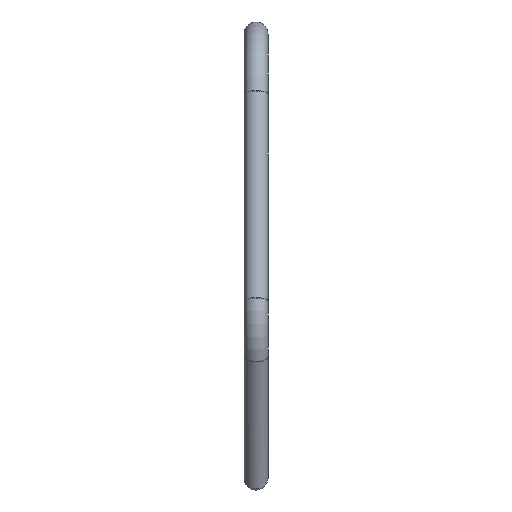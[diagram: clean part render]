
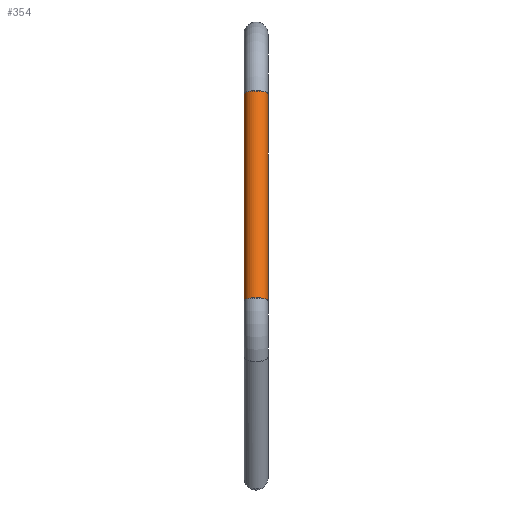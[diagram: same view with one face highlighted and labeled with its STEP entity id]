
A CAD part, front view. The second image highlights one B-rep face of the part: STEP entity #354.
In plain terms, the highlighted cylindrical face has radius 15 mm (diameter 30 mm), a partial arc.
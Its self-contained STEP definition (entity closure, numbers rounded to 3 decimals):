
#194=CARTESIAN_POINT('Vertex',(-775.,-194.558,480.342)) ;
#201=CARTESIAN_POINT('Vertex',(-745.,-194.558,480.342)) ;
#216=CARTESIAN_POINT('Axis2P3D Location',(-760.,-228.441,351.001)) ;
#221=CARTESIAN_POINT('Line Origine',(-775.,-228.441,351.001)) ;
#225=CARTESIAN_POINT('Vertex',(-775.,-262.325,221.66)) ;
#228=CARTESIAN_POINT('Line Origine',(-745.,-228.441,351.001)) ;
#232=CARTESIAN_POINT('Vertex',(-745.,-262.325,221.66)) ;
#331=CARTESIAN_POINT('Axis2P3D Location',(-760.,-194.558,480.342)) ;
#343=CARTESIAN_POINT('Axis2P3D Location',(-760.,-262.325,221.66)) ;
#217=DIRECTION('Axis2P3D Direction',(0.,-0.253,-0.967)) ;
#218=DIRECTION('Axis2P3D XDirection',(-1.,0.,-0.)) ;
#222=DIRECTION('Vector Direction',(0.,-0.253,-0.967)) ;
#229=DIRECTION('Vector Direction',(0.,-0.253,-0.967)) ;
#332=DIRECTION('Axis2P3D Direction',(-0.,0.253,0.967)) ;
#344=DIRECTION('Axis2P3D Direction',(0.,-0.253,-0.967)) ;
#219=AXIS2_PLACEMENT_3D('Cylinder Axis2P3D',#216,#217,#218) ;
#333=AXIS2_PLACEMENT_3D('Circle Axis2P3D',#331,#332,$) ;
#345=AXIS2_PLACEMENT_3D('Circle Axis2P3D',#343,#344,$) ;
#349=ORIENTED_EDGE('',*,*,#234,.F.) ;
#350=ORIENTED_EDGE('',*,*,#335,.T.) ;
#351=ORIENTED_EDGE('',*,*,#227,.T.) ;
#352=ORIENTED_EDGE('',*,*,#347,.F.) ;
#223=VECTOR('Line Direction',#222,1.) ;
#230=VECTOR('Line Direction',#229,1.) ;
#354=ADVANCED_FACE('Corps principal',(#353),#220,.T.) ;
#334=CIRCLE('generated circle',#333,15.) ;
#346=CIRCLE('generated circle',#345,15.) ;
#220=CYLINDRICAL_SURFACE('generated cylinder',#219,15.) ;
#227=EDGE_CURVE('',#195,#226,#224,.T.) ;
#234=EDGE_CURVE('',#202,#233,#231,.T.) ;
#335=EDGE_CURVE('',#202,#195,#334,.F.) ;
#347=EDGE_CURVE('',#233,#226,#346,.T.) ;
#348=EDGE_LOOP('',(#349,#350,#351,#352)) ;
#353=FACE_OUTER_BOUND('',#348,.T.) ;
#224=LINE('Line',#221,#223) ;
#231=LINE('Line',#228,#230) ;
#195=VERTEX_POINT('',#194) ;
#202=VERTEX_POINT('',#201) ;
#226=VERTEX_POINT('',#225) ;
#233=VERTEX_POINT('',#232) ;
